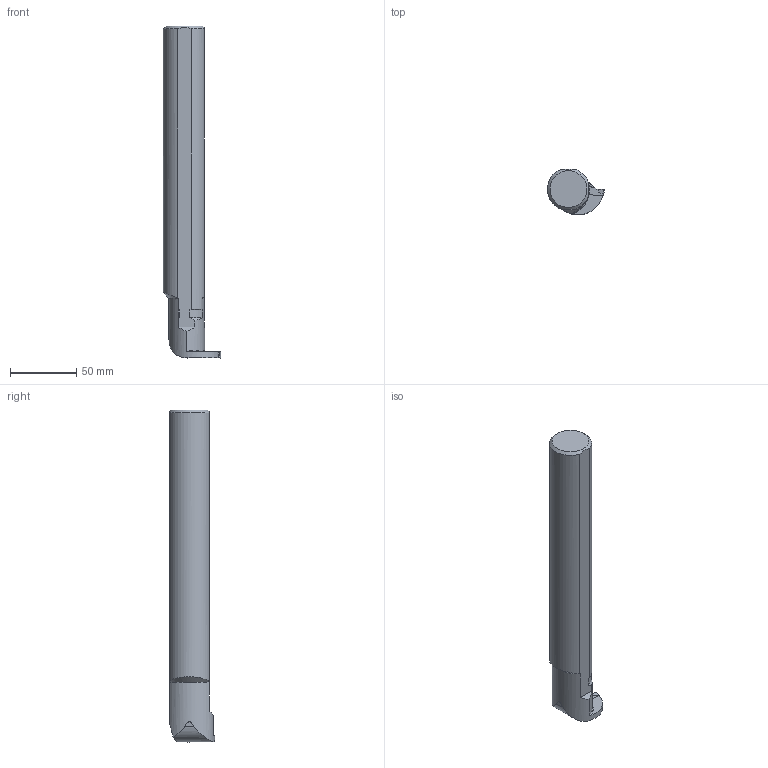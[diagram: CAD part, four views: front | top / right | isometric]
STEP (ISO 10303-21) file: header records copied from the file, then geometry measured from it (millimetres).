
FILE_DESCRIPTION(/* description */ (''),/* implementation_level */ '2;1');
FILE_NAME(/* name */ '1537788302683.stp',/* time_stamp */ '2018-09-24T16:55:29+05:00',/* author */ (''),/* organization */ ('SMS'),/* preprocessor_version */ 'ST-DEVELOPER v15',/* originating_system */ 'SIEMENS PLM Software NX 8.5',/* authorisation */ '');
FILE_SCHEMA (('AUTOMOTIVE_DESIGN { 1 0 10303 214 3 1 1 1 }'));
Length unit declared in the file: millimetre
Products named in the file (4): ASSEMBLY_CONSTRUCTION; 201539472mod000_00; 201700415mod000_00; 201700414mod000_00
Assembly tree (3 placements, depth 2):
  201700414mod000_00
    201700415mod000_00
    201539472mod000_00
    ASSEMBLY_CONSTRUCTION
Bounding box: 43.12 x 33.97 x 250 mm (x, y, z)
Volume: 187950.9 mm3; surface area: 26717.9 mm2
Topology: 2 solids, 2 shells, 73 faces, 208 edges, 145 vertices
Faces by surface type: plane 33, cylinder 17, cone 11, bspline 7, extrusion 4, torus 1
Entity records: 2796 total; most frequent: CARTESIAN_POINT 833, ORIENTED_EDGE 410, DIRECTION 338, EDGE_CURVE 205, VERTEX_POINT 137, AXIS2_PLACEMENT_3D 118, VECTOR 102, LINE 98
